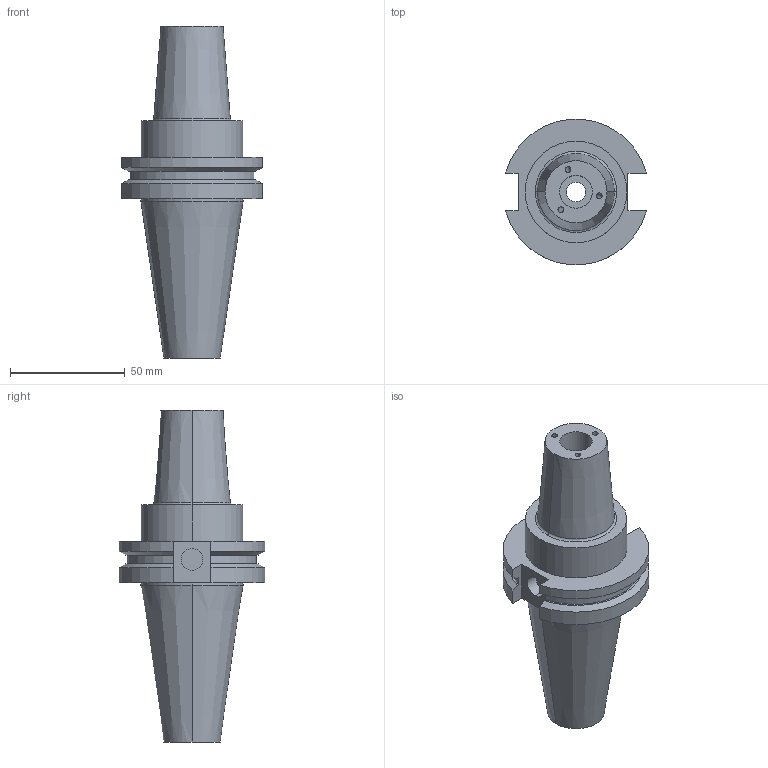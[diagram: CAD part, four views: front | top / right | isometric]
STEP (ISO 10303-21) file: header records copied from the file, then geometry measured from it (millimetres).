
FILE_DESCRIPTION (( 'STEP AP203' ), '1' );
FILE_NAME ('STP-SATE-46.651.59.300B.STEP', '2019-07-31T01:51:39', ( '' ), ( '' ), 'SwSTEP 2.0', 'SolidWorks 2017', '' );
FILE_SCHEMA (( 'CONFIG_CONTROL_DESIGN' ));
Length unit declared in the file: millimetre
Products named in the file (1): STP-SATE-46.651.59.300B
Bounding box: 61.35 x 63.26 x 144.45 mm (x, y, z)
Volume: 149943.5 mm3; surface area: 30198.4 mm2
Topology: 1 solids, 1 shells, 70 faces, 167 edges, 110 vertices
Faces by surface type: cylinder 36, plane 24, cone 8, torus 2
Entity records: 2390 total; most frequent: CARTESIAN_POINT 660, DIRECTION 349, ORIENTED_EDGE 334, EDGE_CURVE 167, AXIS2_PLACEMENT_3D 139, VERTEX_POINT 110, EDGE_LOOP 89, LINE 71
